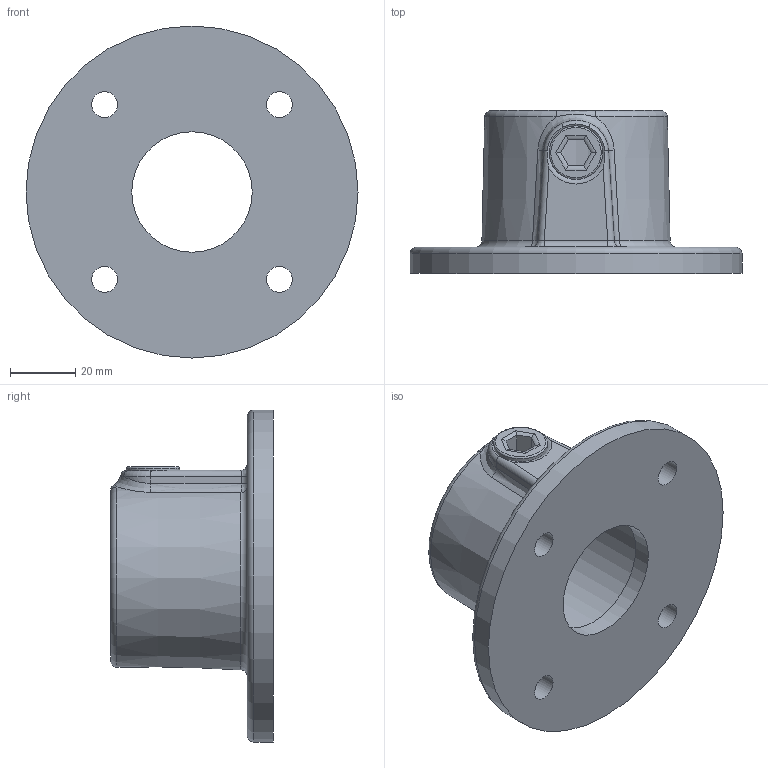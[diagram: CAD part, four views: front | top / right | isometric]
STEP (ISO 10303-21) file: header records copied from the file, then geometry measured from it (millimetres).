
FILE_DESCRIPTION (( 'STEP AP203' ), '1' );
FILE_NAME ('131-C42.STEP', '2021-12-03T09:22:37', ( '' ), ( '' ), 'SwSTEP 2.0', 'SolidWorks 2018', '' );
FILE_SCHEMA (( 'CONFIG_CONTROL_DESIGN' ));
Length unit declared in the file: millimetre
Products named in the file (5): 131-C42; 131-C42 Teil1; 131-C42 Teil2
Assembly tree (2 placements, depth 2):
  131-C42
    131-C42 Teil1
    131-C42 Teil2
  131-C42 Teil1
  131-C42 Teil2
Bounding box: 102 x 50 x 102 mm (x, y, z)
Volume: 100396.6 mm3; surface area: 32198.5 mm2
Topology: 2 solids, 2 shells, 74 faces, 174 edges, 104 vertices
Faces by surface type: cylinder 28, torus 17, plane 15, bspline 9, cone 5
Full cylindrical faces by diameter (mm): 8 x4, 15.25 x1, 16.5 x1, 37 x1, 44 x1, 102 x1
Entity records: 2896 total; most frequent: CARTESIAN_POINT 997, DIRECTION 300, ORIENTED_EDGE 270, EDGE_CURVE 135, AXIS2_PLACEMENT_3D 129, EDGE_LOOP 115, FACE_OUTER_BOUND 96, VERTEX_POINT 92
